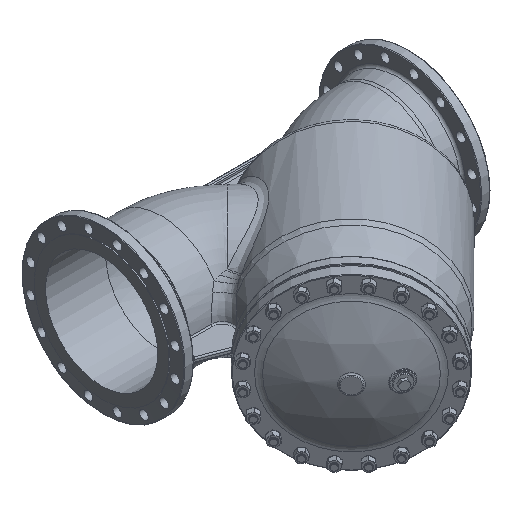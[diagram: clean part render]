
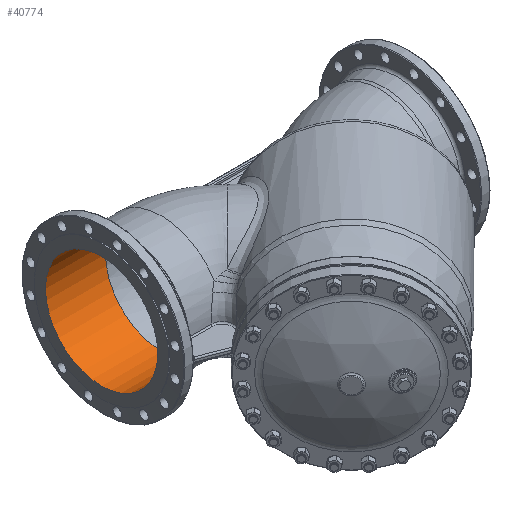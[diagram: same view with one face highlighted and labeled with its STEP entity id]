
A CAD part, isometric view. The second image highlights one B-rep face of the part: STEP entity #40774.
In plain terms, the highlighted cylindrical face has radius 200 mm (diameter 400 mm), a full revolution.
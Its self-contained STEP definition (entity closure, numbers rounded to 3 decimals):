
#860 = ORIENTED_EDGE ( 'NONE', *, *, #30297, .T. ) ;
#1234 = VERTEX_POINT ( 'NONE', #19976 ) ;
#6698 = DIRECTION ( 'NONE',  ( 1., 0., 0. ) ) ;
#7893 = FACE_OUTER_BOUND ( 'NONE', #20025, .T. ) ;
#8848 = AXIS2_PLACEMENT_3D ( 'NONE', #37002, #14640, #40704 ) ;
#9964 = EDGE_CURVE ( 'NONE', #17481, #17481, #30123, .T. ) ;
#10021 = AXIS2_PLACEMENT_3D ( 'NONE', #29014, #6698, #32790 ) ;
#13331 = CARTESIAN_POINT ( 'NONE',  ( -1100., 0., -200. ) ) ;
#14640 = DIRECTION ( 'NONE',  ( 1., 0., 0. ) ) ;
#17481 = VERTEX_POINT ( 'NONE', #13331 ) ;
#19976 = CARTESIAN_POINT ( 'NONE',  ( -886., 0., -200. ) ) ;
#20025 = EDGE_LOOP ( 'NONE', ( #31847 ) ) ;
#20391 = DIRECTION ( 'NONE',  ( 0., -1., 0. ) ) ;
#26528 = CYLINDRICAL_SURFACE ( 'NONE', #38736, 200. ) ;
#27917 = CARTESIAN_POINT ( 'NONE',  ( -886., 0., 0. ) ) ;
#29014 = CARTESIAN_POINT ( 'NONE',  ( -1100., 0., 0. ) ) ;
#30123 = CIRCLE ( 'NONE', #10021, 200. ) ;
#30297 = EDGE_CURVE ( 'NONE', #1234, #1234, #36396, .T. ) ;
#31847 = ORIENTED_EDGE ( 'NONE', *, *, #9964, .F. ) ;
#32790 = DIRECTION ( 'NONE',  ( 0., 0., -1. ) ) ;
#36396 = CIRCLE ( 'NONE', #8848, 200. ) ;
#37002 = CARTESIAN_POINT ( 'NONE',  ( -886., 0., 0. ) ) ;
#37627 = FACE_OUTER_BOUND ( 'NONE', #42059, .T. ) ;
#38736 = AXIS2_PLACEMENT_3D ( 'NONE', #27917, #42685, #20391 ) ;
#40704 = DIRECTION ( 'NONE',  ( 0., 0., -1. ) ) ;
#40774 = ADVANCED_FACE ( 'NONE', ( #7893, #37627 ), #26528, .F. ) ;
#42059 = EDGE_LOOP ( 'NONE', ( #860 ) ) ;
#42685 = DIRECTION ( 'NONE',  ( -1., 0., 0. ) ) ;
